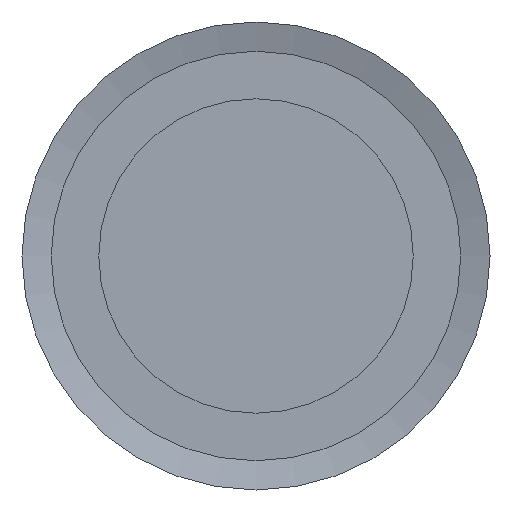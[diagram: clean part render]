
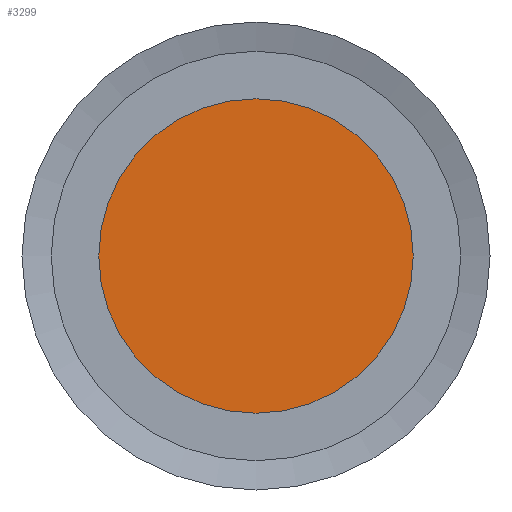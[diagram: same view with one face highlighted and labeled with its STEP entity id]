
A CAD part, left-side view. The second image highlights one B-rep face of the part: STEP entity #3299.
In plain terms, the highlighted planar face has unit normal (-1, 0, 0).
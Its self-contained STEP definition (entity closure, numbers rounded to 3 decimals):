
#1036=VERTEX_POINT('',#5701);
#1264=CIRCLE('',#3701,10.75);
#1752=EDGE_CURVE('',#1036,#1036,#1264,.T.);
#2549=ORIENTED_EDGE('',*,*,#1752,.F.);
#2943=EDGE_LOOP('',(#2549));
#3123=FACE_BOUND('',#2943,.T.);
#3299=ADVANCED_FACE('',(#3123),#5771,.F.);
#3700=AXIS2_PLACEMENT_3D('',#5699,#4688,$);
#3701=AXIS2_PLACEMENT_3D('',#5700,#4689,#4690);
#4688=DIRECTION('',(1.,0.,0.));
#4689=DIRECTION('',(1.,0.,0.));
#4690=DIRECTION('',(0.,0.,-10.75));
#5699=CARTESIAN_POINT('',(0.,0.,0.));
#5700=CARTESIAN_POINT('',(0.,0.,0.));
#5701=CARTESIAN_POINT('',(0.,0.,-10.75));
#5771=PLANE('',#3700);
